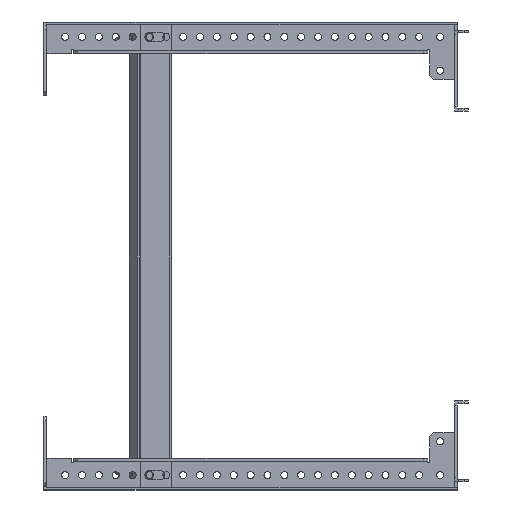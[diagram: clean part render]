
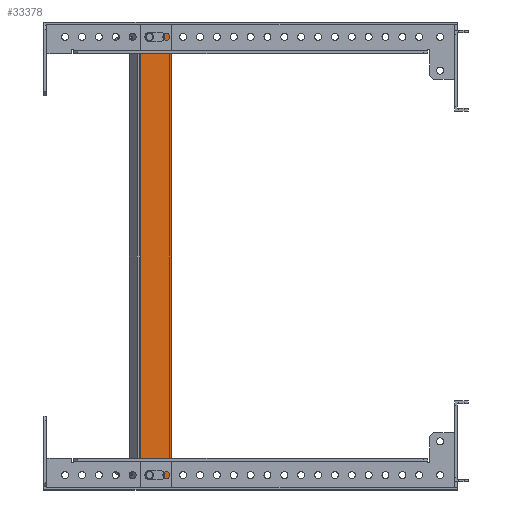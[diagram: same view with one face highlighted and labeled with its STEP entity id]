
A CAD part, front view. The second image highlights one B-rep face of the part: STEP entity #33378.
In plain terms, the highlighted planar face has unit normal (0, -1, 0).
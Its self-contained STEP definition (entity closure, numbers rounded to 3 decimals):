
#238 = ORIENTED_EDGE ( 'NONE', *, *, #26013, .F. ) ;
#248 = EDGE_CURVE ( 'NONE', #6748, #19480, #2160, .T. ) ;
#392 = CARTESIAN_POINT ( 'NONE',  ( 1105.802, -254., -97.5 ) ) ;
#409 = CARTESIAN_POINT ( 'NONE',  ( 1120.302, -254., 237.5 ) ) ;
#485 = CARTESIAN_POINT ( 'NONE',  ( 1112.302, -254., 234. ) ) ;
#693 = LINE ( 'NONE', #23634, #26970 ) ;
#953 = VERTEX_POINT ( 'NONE', #31768 ) ;
#1208 = ORIENTED_EDGE ( 'NONE', *, *, #22867, .F. ) ;
#1308 = CARTESIAN_POINT ( 'NONE',  ( 1105.802, -254., 247.5 ) ) ;
#1397 = DIRECTION ( 'NONE',  ( 1., 0., 0. ) ) ;
#2160 = CIRCLE ( 'NONE', #5368, 3.5 ) ;
#2354 = VECTOR ( 'NONE', #32597, 1000. ) ;
#2635 = EDGE_CURVE ( 'NONE', #9013, #28853, #29991, .T. ) ;
#2681 = VERTEX_POINT ( 'NONE', #7321 ) ;
#2851 = EDGE_CURVE ( 'NONE', #10073, #32696, #3115, .T. ) ;
#3115 = LINE ( 'NONE', #32132, #28986 ) ;
#3355 = DIRECTION ( 'NONE',  ( -1., 0., 0. ) ) ;
#3417 = EDGE_CURVE ( 'NONE', #19480, #9410, #21314, .T. ) ;
#5241 = ORIENTED_EDGE ( 'NONE', *, *, #23212, .T. ) ;
#5354 = LINE ( 'NONE', #485, #7263 ) ;
#5368 = AXIS2_PLACEMENT_3D ( 'NONE', #33446, #20361, #7238 ) ;
#5728 = CIRCLE ( 'NONE', #10042, 3.5 ) ;
#5778 = EDGE_CURVE ( 'NONE', #32339, #10073, #5728, .T. ) ;
#6172 = CARTESIAN_POINT ( 'NONE',  ( 1120.302, -254., 241. ) ) ;
#6748 = VERTEX_POINT ( 'NONE', #29202 ) ;
#7238 = DIRECTION ( 'NONE',  ( -1., 0., 0. ) ) ;
#7263 = VECTOR ( 'NONE', #3355, 1000. ) ;
#7321 = CARTESIAN_POINT ( 'NONE',  ( 1112.302, -254., 234. ) ) ;
#8196 = DIRECTION ( 'NONE',  ( -1., 0., 0. ) ) ;
#8324 = ORIENTED_EDGE ( 'NONE', *, *, #5778, .T. ) ;
#8337 = DIRECTION ( 'NONE',  ( 0., 1., 0. ) ) ;
#9013 = VERTEX_POINT ( 'NONE', #11363 ) ;
#9077 = LINE ( 'NONE', #1308, #27971 ) ;
#9410 = VERTEX_POINT ( 'NONE', #24681 ) ;
#9550 = CARTESIAN_POINT ( 'NONE',  ( 1120.302, -254., -91. ) ) ;
#9868 = DIRECTION ( 'NONE',  ( 1., 0., 0. ) ) ;
#10029 = CIRCLE ( 'NONE', #11713, 3.5 ) ;
#10042 = AXIS2_PLACEMENT_3D ( 'NONE', #20248, #27748, #11921 ) ;
#10073 = VERTEX_POINT ( 'NONE', #17238 ) ;
#10099 = CIRCLE ( 'NONE', #29181, 3.5 ) ;
#10142 = CARTESIAN_POINT ( 'NONE',  ( 1112.302, -254., -84. ) ) ;
#10482 = LINE ( 'NONE', #16135, #25707 ) ;
#10640 = VERTEX_POINT ( 'NONE', #24162 ) ;
#11363 = CARTESIAN_POINT ( 'NONE',  ( 1128.304, -254., -97.5 ) ) ;
#11449 = EDGE_LOOP ( 'NONE', ( #15667, #24550, #24912, #26782 ) ) ;
#11588 = EDGE_LOOP ( 'NONE', ( #1208, #24394, #31117, #30795, #238 ) ) ;
#11713 = AXIS2_PLACEMENT_3D ( 'NONE', #21155, #31508, #8196 ) ;
#11921 = DIRECTION ( 'NONE',  ( -1., 0., 0. ) ) ;
#12023 = LINE ( 'NONE', #22245, #2354 ) ;
#12530 = VERTEX_POINT ( 'NONE', #33559 ) ;
#12936 = CARTESIAN_POINT ( 'NONE',  ( 1112.302, -254., 237.5 ) ) ;
#13697 = VECTOR ( 'NONE', #24580, 1000. ) ;
#14842 = AXIS2_PLACEMENT_3D ( 'NONE', #12936, #18232, #18572 ) ;
#14841 = DIRECTION ( 'NONE',  ( 0., 1., 0. ) ) ;
#15496 = ORIENTED_EDGE ( 'NONE', *, *, #27693, .T. ) ;
#15667 = ORIENTED_EDGE ( 'NONE', *, *, #23369, .F. ) ;
#15684 = ORIENTED_EDGE ( 'NONE', *, *, #2851, .T. ) ;
#15964 = DIRECTION ( 'NONE',  ( 0., 0., 1. ) ) ;
#16127 = EDGE_CURVE ( 'NONE', #9013, #953, #693, .T. ) ;
#16135 = CARTESIAN_POINT ( 'NONE',  ( 1112.302, -254., -91. ) ) ;
#16426 = DIRECTION ( 'NONE',  ( 1., 0., 0. ) ) ;
#17238 = CARTESIAN_POINT ( 'NONE',  ( 1112.302, -254., 241. ) ) ;
#18232 = DIRECTION ( 'NONE',  ( 0., 1., 0. ) ) ;
#18572 = DIRECTION ( 'NONE',  ( -1., 0., 0. ) ) ;
#19480 = VERTEX_POINT ( 'NONE', #20489 ) ;
#20066 = LINE ( 'NONE', #10142, #24095 ) ;
#20248 = CARTESIAN_POINT ( 'NONE',  ( 1112.302, -254., 237.5 ) ) ;
#20361 = DIRECTION ( 'NONE',  ( 0., -1., 0. ) ) ;
#20489 = CARTESIAN_POINT ( 'NONE',  ( 1108.802, -254., -87.5 ) ) ;
#20769 = DIRECTION ( 'NONE',  ( -1., 0., 0. ) ) ;
#21155 = CARTESIAN_POINT ( 'NONE',  ( 1120.302, -254., -87.5 ) ) ;
#21314 = CIRCLE ( 'NONE', #24054, 3.5 ) ;
#21335 = CARTESIAN_POINT ( 'NONE',  ( 1112.302, -254., -87.5 ) ) ;
#21840 = CARTESIAN_POINT ( 'NONE',  ( 1150.146, -254., -97.5 ) ) ;
#22245 = CARTESIAN_POINT ( 'NONE',  ( 1105.802, -254., -97.5 ) ) ;
#22845 = FACE_OUTER_BOUND ( 'NONE', #11449, .T. ) ;
#22867 = EDGE_CURVE ( 'NONE', #9410, #25904, #10482, .T. ) ;
#23212 = EDGE_CURVE ( 'NONE', #12530, #2681, #5354, .T. ) ;
#23369 = EDGE_CURVE ( 'NONE', #29167, #953, #9077, .T. ) ;
#23634 = CARTESIAN_POINT ( 'NONE',  ( 1128.304, -254., -100.859 ) ) ;
#23978 = DIRECTION ( 'NONE',  ( 1., 0., 0. ) ) ;
#24054 = AXIS2_PLACEMENT_3D ( 'NONE', #21335, #29335, #31353 ) ;
#24095 = VECTOR ( 'NONE', #25839, 1000. ) ;
#24101 = EDGE_CURVE ( 'NONE', #28853, #29167, #12023, .T. ) ;
#24162 = CARTESIAN_POINT ( 'NONE',  ( 1120.302, -254., -84. ) ) ;
#24325 = EDGE_CURVE ( 'NONE', #10640, #6748, #20066, .T. ) ;
#24394 = ORIENTED_EDGE ( 'NONE', *, *, #3417, .F. ) ;
#24550 = ORIENTED_EDGE ( 'NONE', *, *, #24101, .F. ) ;
#24580 = DIRECTION ( 'NONE',  ( -1., 0., 0. ) ) ;
#24681 = CARTESIAN_POINT ( 'NONE',  ( 1112.302, -254., -91. ) ) ;
#24723 = CARTESIAN_POINT ( 'NONE',  ( 1108.802, -254., 237.5 ) ) ;
#24817 = EDGE_CURVE ( 'NONE', #2681, #32339, #26828, .T. ) ;
#24912 = ORIENTED_EDGE ( 'NONE', *, *, #2635, .F. ) ;
#25071 = EDGE_LOOP ( 'NONE', ( #26208, #8324, #15684, #15496, #5241 ) ) ;
#25707 = VECTOR ( 'NONE', #23978, 1000. ) ;
#25839 = DIRECTION ( 'NONE',  ( -1., 0., 0. ) ) ;
#25904 = VERTEX_POINT ( 'NONE', #9550 ) ;
#26013 = EDGE_CURVE ( 'NONE', #25904, #10640, #10029, .T. ) ;
#26208 = ORIENTED_EDGE ( 'NONE', *, *, #24817, .T. ) ;
#26782 = ORIENTED_EDGE ( 'NONE', *, *, #16127, .T. ) ;
#26784 = CARTESIAN_POINT ( 'NONE',  ( 1105.802, -254., 247.5 ) ) ;
#26828 = CIRCLE ( 'NONE', #14842, 3.5 ) ;
#26970 = VECTOR ( 'NONE', #15964, 1000. ) ;
#27469 = CARTESIAN_POINT ( 'NONE',  ( 1150.77, -254., 75. ) ) ;
#27639 = FACE_BOUND ( 'NONE', #25071, .T. ) ;
#27693 = EDGE_CURVE ( 'NONE', #32696, #12530, #10099, .T. ) ;
#27748 = DIRECTION ( 'NONE',  ( 0., 1., 0. ) ) ;
#27971 = VECTOR ( 'NONE', #16426, 1000. ) ;
#28143 = FACE_BOUND ( 'NONE', #11588, .T. ) ;
#28853 = VERTEX_POINT ( 'NONE', #392 ) ;
#28986 = VECTOR ( 'NONE', #1397, 1000. ) ;
#29167 = VERTEX_POINT ( 'NONE', #26784 ) ;
#29181 = AXIS2_PLACEMENT_3D ( 'NONE', #409, #8337, #20769 ) ;
#29202 = CARTESIAN_POINT ( 'NONE',  ( 1112.302, -254., -84. ) ) ;
#29335 = DIRECTION ( 'NONE',  ( 0., -1., 0. ) ) ;
#29732 = AXIS2_PLACEMENT_3D ( 'NONE', #27469, #14841, #9868 ) ;
#29991 = LINE ( 'NONE', #21840, #13697 ) ;
#30011 = PLANE ( 'NONE',  #29732 ) ;
#30795 = ORIENTED_EDGE ( 'NONE', *, *, #24325, .F. ) ;
#31117 = ORIENTED_EDGE ( 'NONE', *, *, #248, .F. ) ;
#31353 = DIRECTION ( 'NONE',  ( -1., 0., 0. ) ) ;
#31508 = DIRECTION ( 'NONE',  ( 0., -1., 0. ) ) ;
#31768 = CARTESIAN_POINT ( 'NONE',  ( 1128.304, -254., 247.5 ) ) ;
#32132 = CARTESIAN_POINT ( 'NONE',  ( 1112.302, -254., 241. ) ) ;
#32339 = VERTEX_POINT ( 'NONE', #24723 ) ;
#32597 = DIRECTION ( 'NONE',  ( 0., 0., 1. ) ) ;
#32696 = VERTEX_POINT ( 'NONE', #6172 ) ;
#33378 = ADVANCED_FACE ( 'NONE', ( #22845, #28143, #27639 ), #30011, .F. ) ;
#33446 = CARTESIAN_POINT ( 'NONE',  ( 1112.302, -254., -87.5 ) ) ;
#33559 = CARTESIAN_POINT ( 'NONE',  ( 1120.302, -254., 234. ) ) ;
